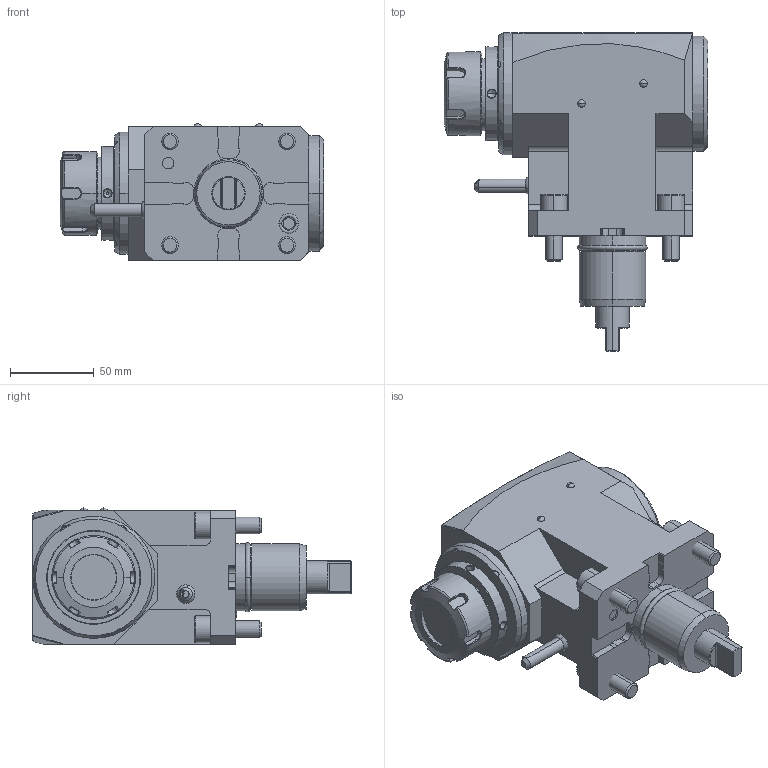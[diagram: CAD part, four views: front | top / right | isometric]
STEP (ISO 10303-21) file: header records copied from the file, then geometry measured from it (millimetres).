
FILE_DESCRIPTION((''),'2;1');
FILE_NAME('NGT2_40_201_32_1_3_85_MS','2020-12-07T',('vali'),('NOVA GRUP'),'PRO/ENGINEER BY PARAMETRIC TECHNOLOGY CORPORATION, 2010280','PRO/ENGINEER BY PARAMETRIC TECHNOLOGY CORPORATION, 2010280','');
FILE_SCHEMA(('CONFIG_CONTROL_DESIGN'));
Length unit declared in the file: millimetre
Products named in the file (1): NGT2_40_201_32_1_3_85_MS
Bounding box: 157.6 x 190.5 x 81.6 mm (x, y, z)
Volume: 1089355.1 mm3; surface area: 93698.2 mm2
Topology: 2 solids, 6 shells, 484 faces, 1239 edges, 780 vertices
Faces by surface type: plane 179, cylinder 105, cone 95, torus 63, bspline 32, sphere 6, extrusion 4
Entity records: 16963 total; most frequent: CARTESIAN_POINT 5494, ORIENTED_EDGE 2442, DIRECTION 2308, EDGE_CURVE 1221, AXIS2_PLACEMENT_3D 874, VERTEX_POINT 780, VECTOR 560, LINE 556
